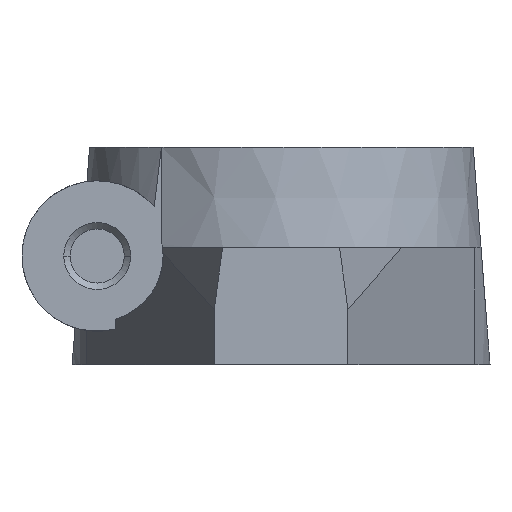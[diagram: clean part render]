
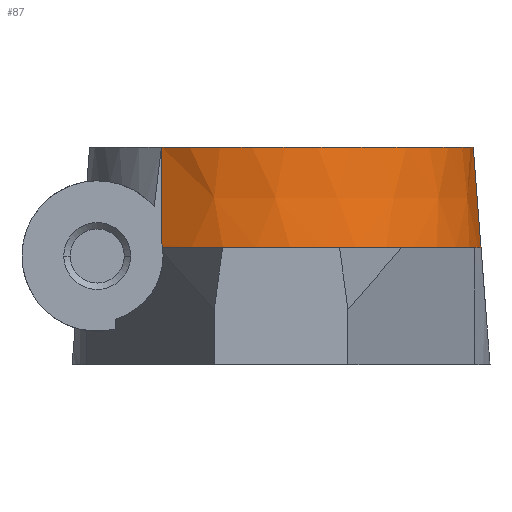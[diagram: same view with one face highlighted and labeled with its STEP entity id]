
A CAD part, left-side view. The second image highlights one B-rep face of the part: STEP entity #87.
In plain terms, the highlighted conical face has half-angle 4.399 degrees and reference radius 12 mm.
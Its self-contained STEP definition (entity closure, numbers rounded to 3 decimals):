
#87 = ADVANCED_FACE( '', ( #167 ), #168, .T. );
#167 = FACE_OUTER_BOUND( '', #310, .T. );
#168 = CONICAL_SURFACE( '', #311, 12., 0.077 );
#310 = EDGE_LOOP( '', ( #516, #517, #518, #519, #520 ) );
#311 = AXIS2_PLACEMENT_3D( '', #521, #522, #523 );
#516 = ORIENTED_EDGE( '', *, *, #1033, .F. );
#517 = ORIENTED_EDGE( '', *, *, #1034, .F. );
#518 = ORIENTED_EDGE( '', *, *, #1035, .T. );
#519 = ORIENTED_EDGE( '', *, *, #1036, .T. );
#520 = ORIENTED_EDGE( '', *, *, #1037, .F. );
#521 = CARTESIAN_POINT( '', ( 0., 0., 6.5 ) );
#522 = DIRECTION( '', ( 0., 0., -1. ) );
#523 = DIRECTION( '', ( 0., 1., 0. ) );
#1033 = EDGE_CURVE( '', #1257, #1258, #1259, .T. );
#1034 = EDGE_CURVE( '', #1260, #1257, #1261, .T. );
#1035 = EDGE_CURVE( '', #1260, #1262, #1263, .T. );
#1036 = EDGE_CURVE( '', #1262, #1264, #1265, .T. );
#1037 = EDGE_CURVE( '', #1258, #1264, #1266, .T. );
#1257 = VERTEX_POINT( '', #1586 );
#1258 = VERTEX_POINT( '', #1587 );
#1259 = LINE( '', #1588, #1589 );
#1260 = VERTEX_POINT( '', #1590 );
#1261 = CIRCLE( '', #1591, 11.5 );
#1262 = VERTEX_POINT( '', #1592 );
#1263 = ( B_SPLINE_CURVE( 2, ( #1594, #1595, #1596 ), .UNSPECIFIED., .F., .F. )B_SPLINE_CURVE_WITH_KNOTS( ( 3, 3 ), ( 0., 5.815 ), .UNSPECIFIED. )RATIONAL_B_SPLINE_CURVE( ( 1., 1., 1. ) )BOUNDED_CURVE(  )REPRESENTATION_ITEM( '' )GEOMETRIC_REPRESENTATION_ITEM(  )CURVE(  ) );
#1264 = VERTEX_POINT( '', #1603 );
#1265 = B_SPLINE_CURVE_WITH_KNOTS( '', 3, ( #1604, #1605, #1606, #1607, #1608, #1609, #1610, #1611, #1612, #1613, #1614, #1615, #1616, #1617, #1618, #1619, #1620, #1621, #1622, #1623, #1624, #1625 ), .UNSPECIFIED., .F., .F., ( 4, 2, 2, 2, 2, 2, 2, 2, 2, 2, 4 ), ( 27.169, 27.318, 28.458, 30.737, 33.017, 34.157, 35.296, 36.248, 37.2, 38.152, 38.423 ), .UNSPECIFIED. );
#1266 = CIRCLE( '', #1626, 11.962 );
#1586 = CARTESIAN_POINT( '', ( 0., -11.5, 13. ) );
#1587 = CARTESIAN_POINT( '', ( 0., -11.962, 7. ) );
#1588 = CARTESIAN_POINT( '', ( 0., -12., 6.5 ) );
#1589 = VECTOR( '', #2081, 1. );
#1590 = CARTESIAN_POINT( '', ( -9.026, 7.126, 13. ) );
#1591 = AXIS2_PLACEMENT_3D( '', #2082, #2083, #2084 );
#1592 = CARTESIAN_POINT( '', ( -9.586, 7.126, 7.218 ) );
#1594 = CARTESIAN_POINT( '', ( -9.026, 7.126, 13. ) );
#1595 = CARTESIAN_POINT( '', ( -9.301, 7.126, 10.196 ) );
#1596 = CARTESIAN_POINT( '', ( -9.586, 7.126, 7.218 ) );
#1603 = CARTESIAN_POINT( '', ( -9.632, 7.092, 7. ) );
#1604 = CARTESIAN_POINT( '', ( -1., 11.658, 10.385 ) );
#1605 = CARTESIAN_POINT( '', ( -1.05, 11.654, 10.385 ) );
#1606 = CARTESIAN_POINT( '', ( -1.101, 11.649, 10.386 ) );
#1607 = CARTESIAN_POINT( '', ( -1.537, 11.606, 10.393 ) );
#1608 = CARTESIAN_POINT( '', ( -1.924, 11.547, 10.403 ) );
#1609 = CARTESIAN_POINT( '', ( -3.077, 11.313, 10.431 ) );
#1610 = CARTESIAN_POINT( '', ( -3.834, 11.077, 10.451 ) );
#1611 = CARTESIAN_POINT( '', ( -5.27, 10.474, 10.416 ) );
#1612 = CARTESIAN_POINT( '', ( -5.95, 10.105, 10.361 ) );
#1613 = CARTESIAN_POINT( '', ( -6.88, 9.494, 10.147 ) );
#1614 = CARTESIAN_POINT( '', ( -7.176, 9.282, 10.054 ) );
#1615 = CARTESIAN_POINT( '', ( -7.734, 8.847, 9.809 ) );
#1616 = CARTESIAN_POINT( '', ( -7.996, 8.626, 9.658 ) );
#1617 = CARTESIAN_POINT( '', ( -8.445, 8.224, 9.306 ) );
#1618 = CARTESIAN_POINT( '', ( -8.64, 8.039, 9.115 ) );
#1619 = CARTESIAN_POINT( '', ( -8.988, 7.7, 8.671 ) );
#1620 = CARTESIAN_POINT( '', ( -9.142, 7.546, 8.419 ) );
#1621 = CARTESIAN_POINT( '', ( -9.398, 7.294, 7.87 ) );
#1622 = CARTESIAN_POINT( '', ( -9.5, 7.196, 7.573 ) );
#1623 = CARTESIAN_POINT( '', ( -9.596, 7.118, 7.178 ) );
#1624 = CARTESIAN_POINT( '', ( -9.616, 7.103, 7.089 ) );
#1625 = CARTESIAN_POINT( '', ( -9.632, 7.092, 7. ) );
#1626 = AXIS2_PLACEMENT_3D( '', #2085, #2086, #2087 );
#2081 = DIRECTION( '', ( 0., -0.077, -0.997 ) );
#2082 = CARTESIAN_POINT( '', ( 0., 0., 13. ) );
#2083 = DIRECTION( '', ( 0., 0., 1. ) );
#2084 = DIRECTION( '', ( 0., 1., 0. ) );
#2085 = CARTESIAN_POINT( '', ( 0., 0., 7. ) );
#2086 = DIRECTION( '', ( 0., 0., -1. ) );
#2087 = DIRECTION( '', ( 0., 1., 0. ) );
